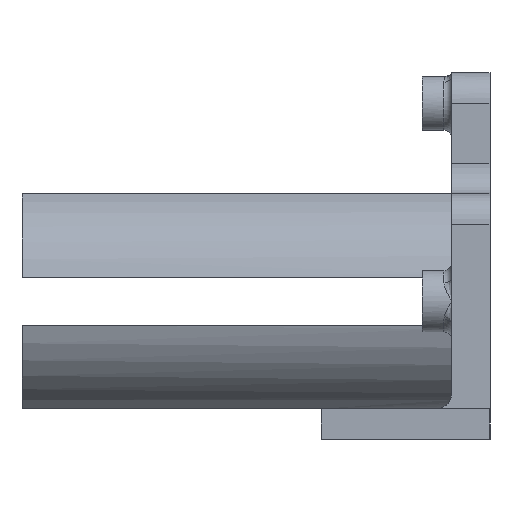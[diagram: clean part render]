
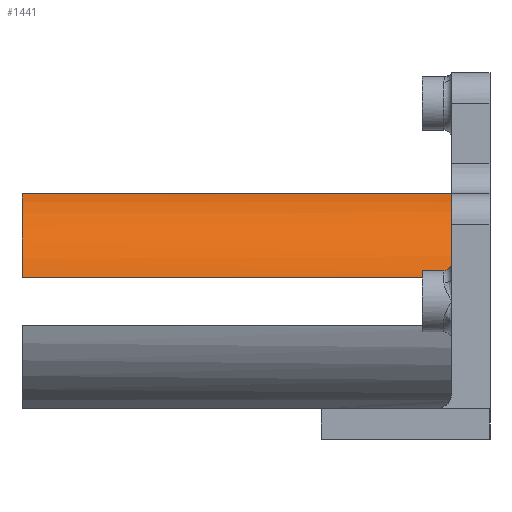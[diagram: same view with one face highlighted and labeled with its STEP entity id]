
A CAD part, left-side view. The second image highlights one B-rep face of the part: STEP entity #1441.
In plain terms, the highlighted cylindrical face has radius 7.5 mm (diameter 15 mm), a partial arc.
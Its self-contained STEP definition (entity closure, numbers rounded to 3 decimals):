
#7 = EDGE_CURVE ( 'NONE', #1565, #150, #1134, .T. ) ;
#8 = ORIENTED_EDGE ( 'NONE', *, *, #1466, .T. ) ;
#67 = VERTEX_POINT ( 'NONE', #2236 ) ;
#150 = VERTEX_POINT ( 'NONE', #1942 ) ;
#158 = CARTESIAN_POINT ( 'NONE',  ( 15., -8.5, 9. ) ) ;
#173 = CARTESIAN_POINT ( 'NONE',  ( 7.662, 19.5, 10.55 ) ) ;
#221 = LINE ( 'NONE', #1188, #1386 ) ;
#321 = EDGE_CURVE ( 'NONE', #67, #150, #889, .T. ) ;
#398 = FACE_OUTER_BOUND ( 'NONE', #1600, .T. ) ;
#566 = CARTESIAN_POINT ( 'NONE',  ( 7.662, -8.445, 10.55 ) ) ;
#586 = DIRECTION ( 'NONE',  ( 0., -1., 0. ) ) ;
#784 = DIRECTION ( 'NONE',  ( 0., -1., 0. ) ) ;
#839 = CARTESIAN_POINT ( 'NONE',  ( 7.7, -8.5, 10.722 ) ) ;
#854 = ORIENTED_EDGE ( 'NONE', *, *, #1274, .T. ) ;
#889 = CIRCLE ( 'NONE', #1643, 7.5 ) ;
#984 = CARTESIAN_POINT ( 'NONE',  ( 12.307, 19.5, 16. ) ) ;
#1017 = LINE ( 'NONE', #1984, #2154 ) ;
#1085 = VERTEX_POINT ( 'NONE', #173 ) ;
#1134 = B_SPLINE_CURVE_WITH_KNOTS ( 'NONE', 3,
 ( #566, #2164, #839, #2618 ),
 .UNSPECIFIED., .F., .F.,
 ( 4, 4 ),
 ( 0., 0. ),
 .UNSPECIFIED. ) ;
#1172 = AXIS2_PLACEMENT_3D ( 'NONE', #2153, #784, #2846 ) ;
#1188 = CARTESIAN_POINT ( 'NONE',  ( 7.662, 19.5, 10.55 ) ) ;
#1274 = EDGE_CURVE ( 'NONE', #1085, #1565, #221, .T. ) ;
#1386 = VECTOR ( 'NONE', #1433, 1000. ) ;
#1433 = DIRECTION ( 'NONE',  ( 0., -1., 0. ) ) ;
#1441 = ADVANCED_FACE ( 'NONE', ( #398 ), #2442, .T. ) ;
#1466 = EDGE_CURVE ( 'NONE', #2708, #1085, #2971, .T. ) ;
#1539 = DIRECTION ( 'NONE',  ( 0., 0., 1. ) ) ;
#1565 = VERTEX_POINT ( 'NONE', #2633 ) ;
#1600 = EDGE_LOOP ( 'NONE', ( #854, #2728, #2627, #1678, #8 ) ) ;
#1602 = EDGE_CURVE ( 'NONE', #2708, #67, #1017, .T. ) ;
#1643 = AXIS2_PLACEMENT_3D ( 'NONE', #158, #2200, #1539 ) ;
#1678 = ORIENTED_EDGE ( 'NONE', *, *, #1602, .F. ) ;
#1929 = DIRECTION ( 'NONE',  ( 0., 0., -1. ) ) ;
#1942 = CARTESIAN_POINT ( 'NONE',  ( 7.722, -8.5, 10.812 ) ) ;
#1984 = CARTESIAN_POINT ( 'NONE',  ( 12.307, 19.5, 16. ) ) ;
#2153 = CARTESIAN_POINT ( 'NONE',  ( 15., 19.5, 9. ) ) ;
#2154 = VECTOR ( 'NONE', #586, 1000. ) ;
#2164 = CARTESIAN_POINT ( 'NONE',  ( 7.68, -8.481, 10.634 ) ) ;
#2200 = DIRECTION ( 'NONE',  ( 0., -1., 0. ) ) ;
#2236 = CARTESIAN_POINT ( 'NONE',  ( 12.307, -8.5, 16. ) ) ;
#2442 = CYLINDRICAL_SURFACE ( 'NONE', #2755, 7.5 ) ;
#2592 = CARTESIAN_POINT ( 'NONE',  ( 15., 19.5, 9. ) ) ;
#2611 = DIRECTION ( 'NONE',  ( 0., -1., 0. ) ) ;
#2618 = CARTESIAN_POINT ( 'NONE',  ( 7.722, -8.5, 10.812 ) ) ;
#2627 = ORIENTED_EDGE ( 'NONE', *, *, #321, .F. ) ;
#2633 = CARTESIAN_POINT ( 'NONE',  ( 7.662, -8.445, 10.55 ) ) ;
#2708 = VERTEX_POINT ( 'NONE', #984 ) ;
#2728 = ORIENTED_EDGE ( 'NONE', *, *, #7, .T. ) ;
#2755 = AXIS2_PLACEMENT_3D ( 'NONE', #2592, #2611, #1929 ) ;
#2846 = DIRECTION ( 'NONE',  ( 0., 0., 1. ) ) ;
#2971 = CIRCLE ( 'NONE', #1172, 7.5 ) ;
